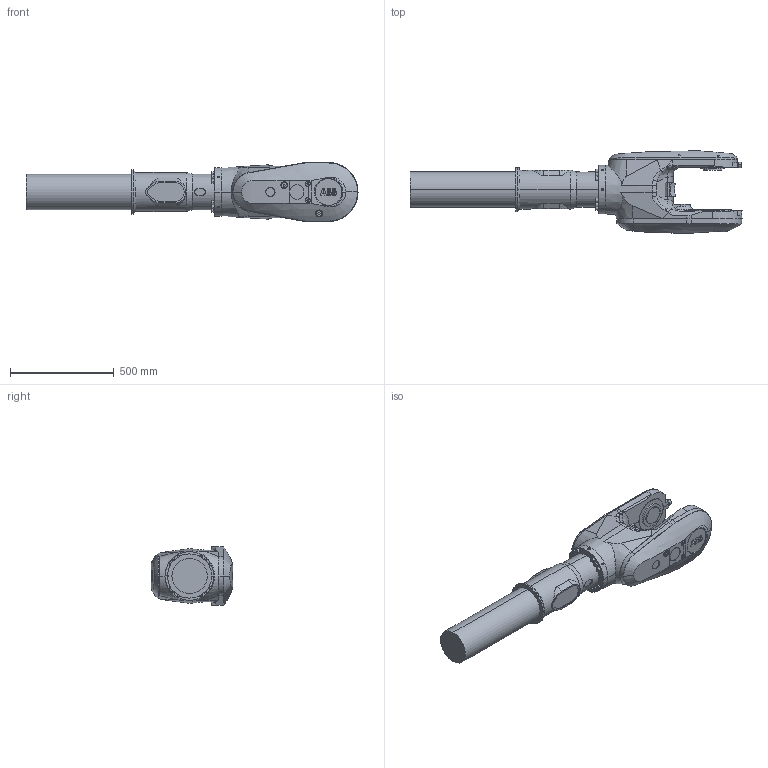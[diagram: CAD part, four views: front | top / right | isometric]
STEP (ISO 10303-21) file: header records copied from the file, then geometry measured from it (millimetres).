
FILE_DESCRIPTION (( 'STEP AP214' ), '1' );
FILE_NAME ('IRB6700_205-280_IRC5_rev02_LINK04_CAD.STEP', '2016-01-27T10:18:03', ( 'ABB' ), ( 'ABB' ), 'SwSTEP 2.0', 'SolidWorks 2014', '' );
FILE_SCHEMA (( 'AUTOMOTIVE_DESIGN' ));
Length unit declared in the file: millimetre
Products named in the file (1): IRB6700_205-280_IRC5_rev02_LINK04_CAD
Bounding box: 1599.5 x 395 x 284 mm (x, y, z)
Volume: 60118056.7 mm3; surface area: 1432811.1 mm2
Topology: 1 solids, 1 shells, 747 faces, 1864 edges, 1183 vertices
Faces by surface type: plane 392, cylinder 173, cone 120, bspline 58, torus 4
Entity records: 34003 total; most frequent: CARTESIAN_POINT 16755, ORIENTED_EDGE 3676, DIRECTION 3186, EDGE_CURVE 1838, VERTEX_POINT 1183, AXIS2_PLACEMENT_3D 1092, VECTOR 1002, LINE 1002
